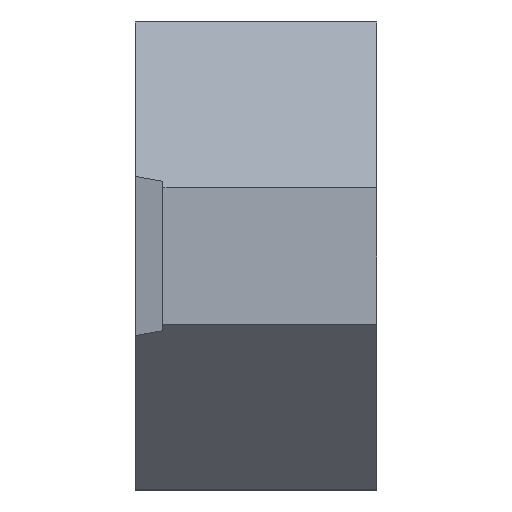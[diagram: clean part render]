
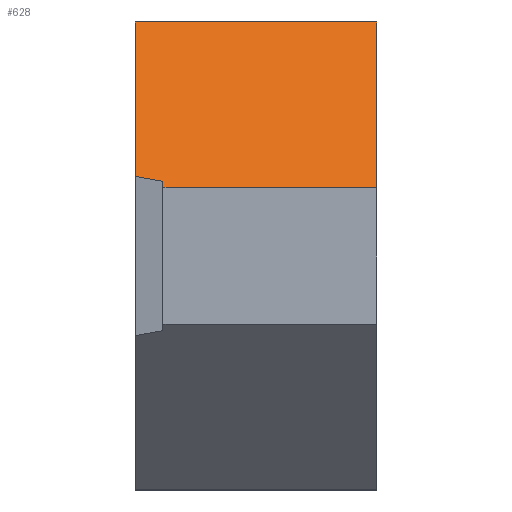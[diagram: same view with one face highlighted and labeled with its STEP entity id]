
A CAD part, left-side view. The second image highlights one B-rep face of the part: STEP entity #628.
In plain terms, the highlighted planar face has unit normal (-0.707, 0, 0.707).
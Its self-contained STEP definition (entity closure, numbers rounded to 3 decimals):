
#69 = DIRECTION ( 'NONE',  ( 0., -1., 0. ) ) ;
#95 = VERTEX_POINT ( 'NONE', #303 ) ;
#102 = ORIENTED_EDGE ( 'NONE', *, *, #717, .T. ) ;
#123 = CARTESIAN_POINT ( 'NONE',  ( -5.942, 8.25, 7.988 ) ) ;
#128 = DIRECTION ( 'NONE',  ( -0.707, 0., -0.707 ) ) ;
#130 = VERTEX_POINT ( 'NONE', #981 ) ;
#149 = VERTEX_POINT ( 'NONE', #321 ) ;
#204 = DIRECTION ( 'NONE',  ( 0.707, 0., 0.707 ) ) ;
#232 = DIRECTION ( 'NONE',  ( -0.707, 0., -0.707 ) ) ;
#298 = LINE ( 'NONE', #484, #672 ) ;
#299 = VERTEX_POINT ( 'NONE', #333 ) ;
#303 = CARTESIAN_POINT ( 'NONE',  ( -11.6, 7.3, 2.33 ) ) ;
#309 = LINE ( 'NONE', #693, #934 ) ;
#321 = CARTESIAN_POINT ( 'NONE',  ( -11.38, 7.3, 2.55 ) ) ;
#333 = CARTESIAN_POINT ( 'NONE',  ( -11.212, 8.25, 2.718 ) ) ;
#363 = PLANE ( 'NONE',  #899 ) ;
#366 = EDGE_LOOP ( 'NONE', ( #556, #884, #102, #582, #730, #852 ) ) ;
#385 = EDGE_CURVE ( 'NONE', #299, #396, #309, .T. ) ;
#396 = VERTEX_POINT ( 'NONE', #123 ) ;
#450 = CARTESIAN_POINT ( 'NONE',  ( -6.965, 8.25, 6.965 ) ) ;
#472 = DIRECTION ( 'NONE',  ( 0.707, 0., 0.707 ) ) ;
#473 = CARTESIAN_POINT ( 'NONE',  ( -6.965, 7.3, 6.965 ) ) ;
#484 = CARTESIAN_POINT ( 'NONE',  ( -11.6, 8.25, 2.33 ) ) ;
#496 = CARTESIAN_POINT ( 'NONE',  ( -10.964, 9.66, 2.966 ) ) ;
#556 = ORIENTED_EDGE ( 'NONE', *, *, #970, .F. ) ;
#582 = ORIENTED_EDGE ( 'NONE', *, *, #743, .T. ) ;
#601 = VERTEX_POINT ( 'NONE', #618 ) ;
#603 = LINE ( 'NONE', #473, #631 ) ;
#617 = LINE ( 'NONE', #880, #712 ) ;
#618 = CARTESIAN_POINT ( 'NONE',  ( -11.6, 0., 2.33 ) ) ;
#628 = ADVANCED_FACE ( 'NONE', ( #900 ), #363, .F. ) ;
#631 = VECTOR ( 'NONE', #232, 1000. ) ;
#638 = CARTESIAN_POINT ( 'NONE',  ( -5.942, 8.25, 7.988 ) ) ;
#666 = DIRECTION ( 'NONE',  ( 0.171, 0.97, 0.171 ) ) ;
#672 = VECTOR ( 'NONE', #814, 1000. ) ;
#693 = CARTESIAN_POINT ( 'NONE',  ( -6.965, 8.25, 6.965 ) ) ;
#695 = VECTOR ( 'NONE', #69, 1000. ) ;
#712 = VECTOR ( 'NONE', #472, 1000. ) ;
#717 = EDGE_CURVE ( 'NONE', #95, #601, #298, .T. ) ;
#730 = ORIENTED_EDGE ( 'NONE', *, *, #839, .F. ) ;
#743 = EDGE_CURVE ( 'NONE', #601, #130, #617, .T. ) ;
#792 = EDGE_CURVE ( 'NONE', #149, #95, #603, .T. ) ;
#814 = DIRECTION ( 'NONE',  ( 0., -1., 0. ) ) ;
#839 = EDGE_CURVE ( 'NONE', #396, #130, #1048, .T. ) ;
#852 = ORIENTED_EDGE ( 'NONE', *, *, #385, .F. ) ;
#880 = CARTESIAN_POINT ( 'NONE',  ( -6.965, 0., 6.965 ) ) ;
#884 = ORIENTED_EDGE ( 'NONE', *, *, #792, .T. ) ;
#899 = AXIS2_PLACEMENT_3D ( 'NONE', #450, #1019, #128 ) ;
#900 = FACE_OUTER_BOUND ( 'NONE', #366, .T. ) ;
#909 = LINE ( 'NONE', #496, #999 ) ;
#934 = VECTOR ( 'NONE', #204, 1000. ) ;
#970 = EDGE_CURVE ( 'NONE', #149, #299, #909, .T. ) ;
#981 = CARTESIAN_POINT ( 'NONE',  ( -5.942, 0., 7.988 ) ) ;
#999 = VECTOR ( 'NONE', #666, 1000. ) ;
#1019 = DIRECTION ( 'NONE',  ( 0.707, 0., -0.707 ) ) ;
#1048 = LINE ( 'NONE', #638, #695 ) ;
